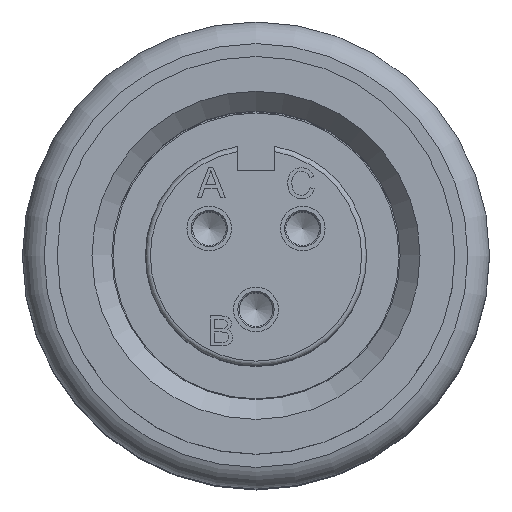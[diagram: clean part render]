
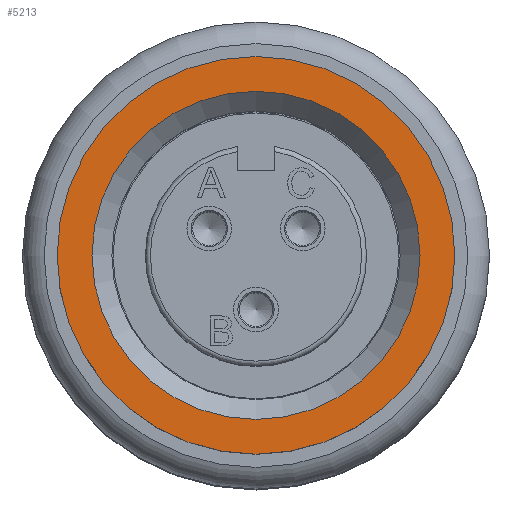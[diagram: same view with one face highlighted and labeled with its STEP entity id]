
A CAD part, top view. The second image highlights one B-rep face of the part: STEP entity #5213.
In plain terms, the highlighted planar face has unit normal (0, 0, 1).
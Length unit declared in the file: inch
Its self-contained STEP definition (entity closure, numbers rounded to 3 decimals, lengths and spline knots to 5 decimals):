
#655=FACE_BOUND('',#1233,.T.);
#803=FACE_OUTER_BOUND('',#1232,.T.);
#1232=EDGE_LOOP('',(#3255));
#1233=EDGE_LOOP('',(#3256));
#1780=CIRCLE('',#5648,0.4);
#1783=CIRCLE('',#5654,0.33);
#2210=VERTEX_POINT('',#8351);
#2213=VERTEX_POINT('',#8360);
#2592=EDGE_CURVE('',#2210,#2210,#1780,.T.);
#2595=EDGE_CURVE('',#2213,#2213,#1783,.T.);
#3255=ORIENTED_EDGE('',*,*,#2592,.F.);
#3256=ORIENTED_EDGE('',*,*,#2595,.F.);
#4662=PLANE('',#5656);
#5213=ADVANCED_FACE('',(#803,#655),#4662,.F.);
#5648=AXIS2_PLACEMENT_3D('',#8352,#6507,#6508);
#5654=AXIS2_PLACEMENT_3D('',#8361,#6519,#6520);
#5656=AXIS2_PLACEMENT_3D('',#8363,#6523,#6524);
#6507=DIRECTION('center_axis',(0.,0.,
-1.));
#6508=DIRECTION('ref_axis',(-1.,0.,0.));
#6519=DIRECTION('center_axis',(0.,0.,
1.));
#6520=DIRECTION('ref_axis',(-1.,0.,0.));
#6523=DIRECTION('center_axis',(0.,0.,
-1.));
#6524=DIRECTION('ref_axis',(-1.,0.,0.));
#8351=CARTESIAN_POINT('',(0.4,0.,0.142));
#8352=CARTESIAN_POINT('Origin',(0.,0.,
0.142));
#8360=CARTESIAN_POINT('',(0.33,0.,0.142));
#8361=CARTESIAN_POINT('Origin',(0.,0.,
0.142));
#8363=CARTESIAN_POINT('Origin',(0.,0.,
0.142));
